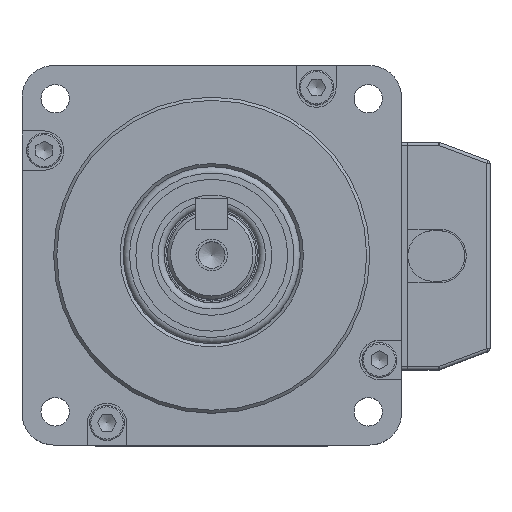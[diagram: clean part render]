
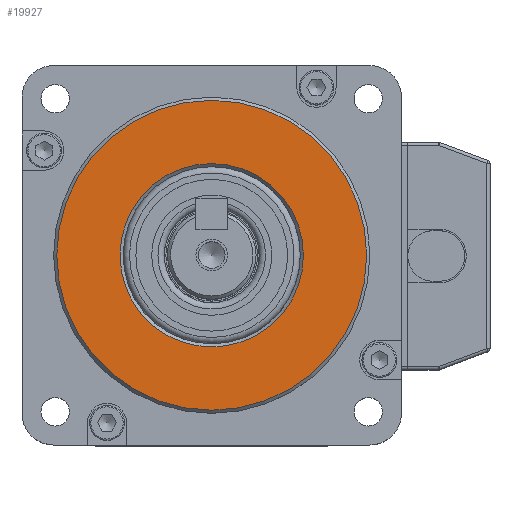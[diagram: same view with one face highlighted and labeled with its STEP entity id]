
A CAD part, top view. The second image highlights one B-rep face of the part: STEP entity #19927.
In plain terms, the highlighted planar face has unit normal (0, 0, 1).
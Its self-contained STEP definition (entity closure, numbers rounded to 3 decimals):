
#806=FACE_BOUND('',#2230,.T.);
#1085=FACE_OUTER_BOUND('',#2229,.T.);
#2229=EDGE_LOOP('',(#13304,#13305));
#2230=EDGE_LOOP('',(#13306));
#3489=CIRCLE('',#21263,24.5);
#3490=CIRCLE('',#21264,24.5);
#3491=CIRCLE('',#21265,14.5);
#7903=VERTEX_POINT('',#30885);
#7904=VERTEX_POINT('',#30886);
#7905=VERTEX_POINT('',#30889);
#9986=EDGE_CURVE('',#7903,#7904,#3489,.T.);
#9987=EDGE_CURVE('',#7904,#7903,#3490,.T.);
#9988=EDGE_CURVE('',#7905,#7905,#3491,.T.);
#13304=ORIENTED_EDGE('',*,*,#9986,.T.);
#13305=ORIENTED_EDGE('',*,*,#9987,.T.);
#13306=ORIENTED_EDGE('',*,*,#9988,.T.);
#18181=PLANE('',#21262);
#19927=ADVANCED_FACE('',(#1085,#806),#18181,.T.);
#21262=AXIS2_PLACEMENT_3D('',#30884,#24174,#24175);
#21263=AXIS2_PLACEMENT_3D('',#30887,#24176,#24177);
#21264=AXIS2_PLACEMENT_3D('',#30888,#24178,#24179);
#21265=AXIS2_PLACEMENT_3D('',#30890,#24180,#24181);
#24174=DIRECTION('center_axis',(0.,0.,1.));
#24175=DIRECTION('ref_axis',(0.,-1.,0.));
#24176=DIRECTION('center_axis',(0.,0.,1.));
#24177=DIRECTION('ref_axis',(0.,1.,0.));
#24178=DIRECTION('center_axis',(0.,0.,1.));
#24179=DIRECTION('ref_axis',(0.,1.,0.));
#24180=DIRECTION('center_axis',(0.,0.,-1.));
#24181=DIRECTION('ref_axis',(0.,-1.,0.));
#30884=CARTESIAN_POINT('Origin',(0.,0.,97.));
#30885=CARTESIAN_POINT('',(0.,-24.5,97.));
#30886=CARTESIAN_POINT('',(0.,24.5,97.));
#30887=CARTESIAN_POINT('Origin',(0.,0.,97.));
#30888=CARTESIAN_POINT('Origin',(0.,0.,97.));
#30889=CARTESIAN_POINT('',(0.,14.5,97.));
#30890=CARTESIAN_POINT('Origin',(0.,0.,97.));
